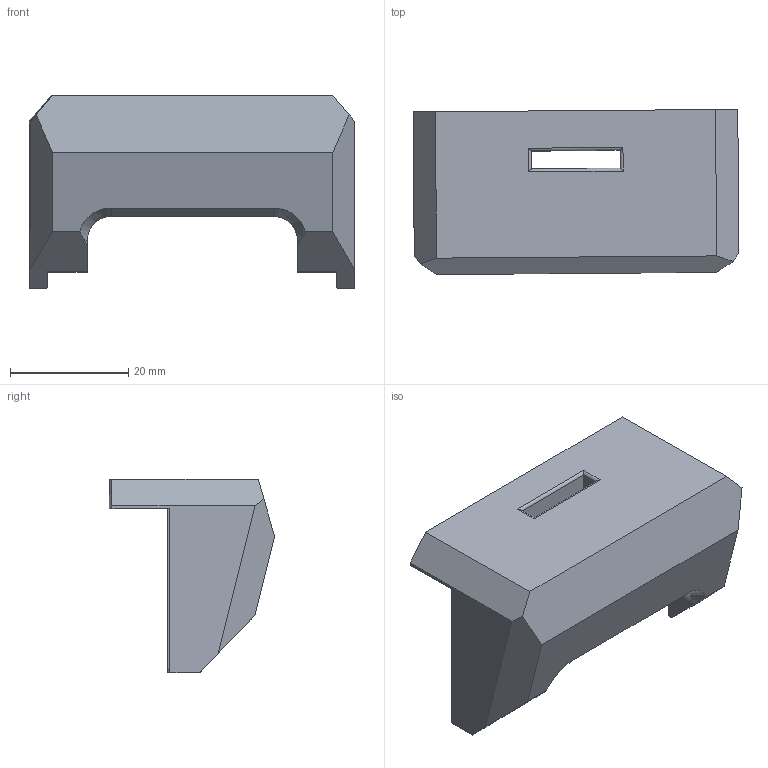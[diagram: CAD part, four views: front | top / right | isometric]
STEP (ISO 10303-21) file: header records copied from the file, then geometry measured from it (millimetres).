
FILE_DESCRIPTION(('CATIA V5 STEP Exchange'),'2;1');
FILE_NAME('HYPERCUBE-EVO-0008_NGEN.stp','2020-05-20T17:24:13+00:00',('none'),('none'),'CATIA Version 5 Release 21 GA (IN-10)','CATIA V5 STEP AP203','none');
FILE_SCHEMA(('CONFIG_CONTROL_DESIGN'));
Length unit declared in the file: millimetre
Products named in the file (1): HYPERCUBE-EVO-0008_NGEN
Bounding box: 55.19 x 27.98 x 32.81 mm (x, y, z)
Volume: 11196.4 mm3; surface area: 7028.7 mm2
Topology: 1 solids, 1 shells, 51 faces, 139 edges, 90 vertices
Faces by surface type: plane 34, cylinder 15, bspline 2
Entity records: 2071 total; most frequent: CARTESIAN_POINT 833, ORIENTED_EDGE 278, DIRECTION 192, EDGE_CURVE 139, VECTOR 94, LINE 94, VERTEX_POINT 90, AXIS2_PLACEMENT_3D 55
